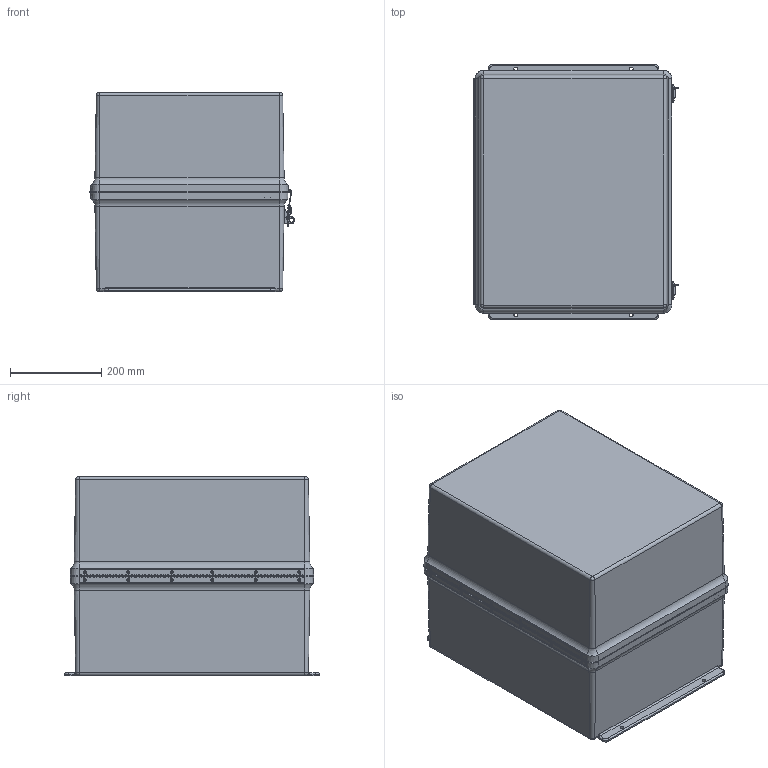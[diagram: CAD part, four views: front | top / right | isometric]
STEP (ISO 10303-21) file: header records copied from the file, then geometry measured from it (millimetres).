
FILE_DESCRIPTION(/* description */ (''),/* implementation_level */ '2;1');
FILE_NAME(/* name */ 'HW-J201617XD.stp',/* time_stamp */ '2014-04-17T09:58:09-05:00',/* author */ ('jtigges'),/* organization */ (''),/* preprocessor_version */ 'ST-DEVELOPER v15.2',/* originating_system */ 'Autodesk Inventor 2014',/* authorisation */ '');
FILE_SCHEMA (('AUTOMOTIVE_DESIGN { 1 0 10303 214 3 1 1 }'));
Products named in the file (32): J2016SSH; RMINS45821P_153; RMINS45821P_154; RMINS45821P_155; RMINS45821P_156; J2016BSSH; RMRIV43; JONEA; SSHONEB; JONEC; JONED; JONEE; JONEF; JONEG; JONEH; SSHONEI; SSHONE; RMLATSSH; RMALIGNCLIP; RMHINGCOVSSH19.5; RMHINGPIN19.5; RMHINGBOXSSH19.5; RMHINGSSH2016; J2016SSHCOV; GASKET_SSH_2016; J2016BSSHCOV; RMINS45821P_157; RMINS45821P_158; RMINS45821P_159; RMINS45821P_160; RMKEEPSSHLL150; J201617SSH_STP
Bounding box: 450.62 x 558.8 x 436.48 mm (x, y, z)
Volume: 6436858.3 mm3; surface area: 2568684.7 mm2
Topology: 62 solids, 62 shells, 1763 faces, 4357 edges, 2782 vertices
Faces by surface type: plane 734, cylinder 689, bspline 158, torus 80, cone 76, sphere 26
Full cylindrical faces by diameter (mm): 2.159 x79, 2.4 x2, 2.7 x4, 3 x2, 3.175 x24, 3.25 x2, 3.302 x4, 3.454 x12, 3.5 x2, 3.556 x28, 3.861 x16, 3.962 x8, 4.2 x4, 4.7 x2, 4.9 x2, 5 x4, 5.3 x2, 5.537 x8, 6.35 x24, 6.858 x8, 9.55 x2, 13.3 x2, 13.5 x2
Entity records: 50435 total; most frequent: CARTESIAN_POINT 17329, DIRECTION 6999, ORIENTED_EDGE 6340, EDGE_CURVE 3170, AXIS2_PLACEMENT_3D 2675, VERTEX_POINT 2119, EDGE_LOOP 1837, LINE 1649
